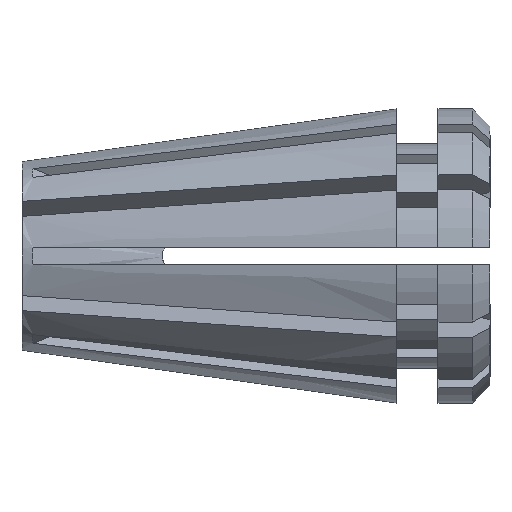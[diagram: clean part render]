
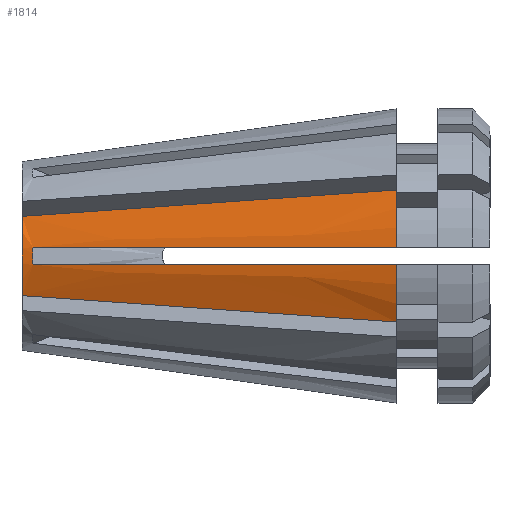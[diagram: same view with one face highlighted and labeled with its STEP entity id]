
A CAD part, front view. The second image highlights one B-rep face of the part: STEP entity #1814.
In plain terms, the highlighted conical face has half-angle 8 degrees and reference radius 4.25 mm.
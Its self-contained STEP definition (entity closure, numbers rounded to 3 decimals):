
#18 = EDGE_CURVE ( 'NONE', #1477, #3504, #2746, .T. ) ;
#48 = CARTESIAN_POINT ( 'NONE',  ( 10.8, -4.243, 0.25 ) ) ;
#63 = CARTESIAN_POINT ( 'NONE',  ( 0.317, -2.766, -0.25 ) ) ;
#159 = VERTEX_POINT ( 'NONE', #314 ) ;
#162 = CARTESIAN_POINT ( 'NONE',  ( 10.8, -3.8, -1.905 ) ) ;
#190 = CARTESIAN_POINT ( 'NONE',  ( 7.306, -3.751, -0.25 ) ) ;
#305 = CARTESIAN_POINT ( 'NONE',  ( 0.317, -2.766, -0.25 ) ) ;
#313 = DIRECTION ( 'NONE',  ( -1., 0., 0. ) ) ;
#314 = CARTESIAN_POINT ( 'NONE',  ( 10.8, -4.243, 0.25 ) ) ;
#546 = VERTEX_POINT ( 'NONE', #2567 ) ;
#573 = DIRECTION ( 'NONE',  ( -1., 0., 0. ) ) ;
#588 = DIRECTION ( 'NONE',  ( -1., 0., 0. ) ) ;
#648 = CARTESIAN_POINT ( 'NONE',  ( 10.8, -3.8, -1.905 ) ) ;
#655 = B_SPLINE_CURVE_WITH_KNOTS ( 'NONE', 3,
 ( #2959, #1312, #1564, #2363, #3635, #3307, #2019 ),
 .UNSPECIFIED., .F., .F.,
 ( 4, 3, 4 ),
 ( 0., 0.005, 0.011 ),
 .UNSPECIFIED. ) ;
#733 = CARTESIAN_POINT ( 'NONE',  ( 0.317, -2.766, 0.25 ) ) ;
#770 = EDGE_CURVE ( 'NONE', #159, #3504, #3025, .T. ) ;
#795 = ORIENTED_EDGE ( 'NONE', *, *, #902, .F. ) ;
#902 = EDGE_CURVE ( 'NONE', #3845, #3573, #655, .T. ) ;
#1029 = AXIS2_PLACEMENT_3D ( 'NONE', #3445, #1748, #3716 ) ;
#1074 = EDGE_CURVE ( 'NONE', #2519, #1075, #1912, .T. ) ;
#1075 = VERTEX_POINT ( 'NONE', #3831 ) ;
#1170 = CARTESIAN_POINT ( 'NONE',  ( 10.8, -3.8, 1.905 ) ) ;
#1182 = CARTESIAN_POINT ( 'NONE',  ( 0.317, -2.766, -0.25 ) ) ;
#1298 = CARTESIAN_POINT ( 'NONE',  ( 3.812, -3.259, 0.25 ) ) ;
#1308 = CARTESIAN_POINT ( 'NONE',  ( 10.8, 0., 0. ) ) ;
#1312 = CARTESIAN_POINT ( 'NONE',  ( 1.583, -2.675, 1.256 ) ) ;
#1378 = EDGE_CURVE ( 'NONE', #546, #2519, #3978, .T. ) ;
#1379 = CARTESIAN_POINT ( 'NONE',  ( 0., -2.481, 1.144 ) ) ;
#1477 = VERTEX_POINT ( 'NONE', #63 ) ;
#1488 = AXIS2_PLACEMENT_3D ( 'NONE', #3188, #573, #3173 ) ;
#1564 = CARTESIAN_POINT ( 'NONE',  ( 3.167, -2.868, 1.367 ) ) ;
#1616 = EDGE_CURVE ( 'NONE', #159, #3573, #3974, .T. ) ;
#1617 = CARTESIAN_POINT ( 'NONE',  ( 0.294, -2.778, 0.083 ) ) ;
#1744 = CARTESIAN_POINT ( 'NONE',  ( 7.306, -3.751, 0.25 ) ) ;
#1748 = DIRECTION ( 'NONE',  ( 1., 0., 0. ) ) ;
#1814 = ADVANCED_FACE ( 'NONE', ( #3471 ), #3241, .T. ) ;
#1888 = EDGE_CURVE ( 'NONE', #546, #3845, #3864, .T. ) ;
#1912 = CIRCLE ( 'NONE', #1488, 4.25 ) ;
#1953 = CARTESIAN_POINT ( 'NONE',  ( 0., -2.481, -1.144 ) ) ;
#1962 = DIRECTION ( 'NONE',  ( 0., 0., 1. ) ) ;
#2019 = CARTESIAN_POINT ( 'NONE',  ( 10.8, -3.8, 1.905 ) ) ;
#2021 = CARTESIAN_POINT ( 'NONE',  ( 0.317, -2.766, 0.25 ) ) ;
#2027 = CARTESIAN_POINT ( 'NONE',  ( 6.767, -3.308, -1.621 ) ) ;
#2161 = B_SPLINE_CURVE_WITH_KNOTS ( 'NONE', 3,
 ( #2488, #190, #3153, #1182 ),
 .UNSPECIFIED., .F., .F.,
 ( 4, 4 ),
 ( 0.015, 0.025 ),
 .UNSPECIFIED. ) ;
#2209 = AXIS2_PLACEMENT_3D ( 'NONE', #1308, #588, #2852 ) ;
#2363 = CARTESIAN_POINT ( 'NONE',  ( 4.75, -3.062, 1.479 ) ) ;
#2409 = EDGE_LOOP ( 'NONE', ( #3186, #3448, #2569, #4129, #3703, #3415, #3162, #795 ) ) ;
#2488 = CARTESIAN_POINT ( 'NONE',  ( 10.8, -4.243, -0.25 ) ) ;
#2519 = VERTEX_POINT ( 'NONE', #162 ) ;
#2567 = CARTESIAN_POINT ( 'NONE',  ( 0., -2.481, -1.144 ) ) ;
#2569 = ORIENTED_EDGE ( 'NONE', *, *, #1074, .T. ) ;
#2616 = CARTESIAN_POINT ( 'NONE',  ( 0.317, -2.766, 0.25 ) ) ;
#2644 = CARTESIAN_POINT ( 'NONE',  ( 0., 0., 0. ) ) ;
#2657 = CARTESIAN_POINT ( 'NONE',  ( 8.783, -3.554, -1.763 ) ) ;
#2680 = CARTESIAN_POINT ( 'NONE',  ( 4.75, -3.062, -1.479 ) ) ;
#2746 = B_SPLINE_CURVE_WITH_KNOTS ( 'NONE', 3,
 ( #305, #4198, #1617, #2616 ),
 .UNSPECIFIED., .F., .F.,
 ( 4, 4 ),
 ( 0., 0.001 ),
 .UNSPECIFIED. ) ;
#2785 = AXIS2_PLACEMENT_3D ( 'NONE', #2644, #313, #1962 ) ;
#2852 = DIRECTION ( 'NONE',  ( 0., 0., 1. ) ) ;
#2959 = CARTESIAN_POINT ( 'NONE',  ( 0., -2.481, 1.144 ) ) ;
#3025 = B_SPLINE_CURVE_WITH_KNOTS ( 'NONE', 3,
 ( #48, #1744, #1298, #733 ),
 .UNSPECIFIED., .F., .F.,
 ( 4, 4 ),
 ( 0.015, 0.025 ),
 .UNSPECIFIED. ) ;
#3153 = CARTESIAN_POINT ( 'NONE',  ( 3.812, -3.259, -0.25 ) ) ;
#3162 = ORIENTED_EDGE ( 'NONE', *, *, #1616, .T. ) ;
#3173 = DIRECTION ( 'NONE',  ( 0., 0., 1. ) ) ;
#3186 = ORIENTED_EDGE ( 'NONE', *, *, #1888, .F. ) ;
#3188 = CARTESIAN_POINT ( 'NONE',  ( 10.8, 0., 0. ) ) ;
#3241 = CONICAL_SURFACE ( 'NONE', #1029, 4.25, 0.14 ) ;
#3307 = CARTESIAN_POINT ( 'NONE',  ( 8.783, -3.554, 1.763 ) ) ;
#3415 = ORIENTED_EDGE ( 'NONE', *, *, #770, .F. ) ;
#3445 = CARTESIAN_POINT ( 'NONE',  ( 10.8, 0., 0. ) ) ;
#3448 = ORIENTED_EDGE ( 'NONE', *, *, #1378, .T. ) ;
#3471 = FACE_OUTER_BOUND ( 'NONE', #2409, .T. ) ;
#3504 = VERTEX_POINT ( 'NONE', #2021 ) ;
#3573 = VERTEX_POINT ( 'NONE', #1170 ) ;
#3600 = CARTESIAN_POINT ( 'NONE',  ( 3.167, -2.868, -1.367 ) ) ;
#3615 = CARTESIAN_POINT ( 'NONE',  ( 1.583, -2.675, -1.256 ) ) ;
#3635 = CARTESIAN_POINT ( 'NONE',  ( 6.767, -3.308, 1.621 ) ) ;
#3703 = ORIENTED_EDGE ( 'NONE', *, *, #18, .T. ) ;
#3716 = DIRECTION ( 'NONE',  ( 0., 0., -1. ) ) ;
#3831 = CARTESIAN_POINT ( 'NONE',  ( 10.8, -4.243, -0.25 ) ) ;
#3845 = VERTEX_POINT ( 'NONE', #1379 ) ;
#3864 = CIRCLE ( 'NONE', #2785, 2.732 ) ;
#3974 = CIRCLE ( 'NONE', #2209, 4.25 ) ;
#3978 = B_SPLINE_CURVE_WITH_KNOTS ( 'NONE', 3,
 ( #1953, #3615, #3600, #2680, #2027, #2657, #648 ),
 .UNSPECIFIED., .F., .F.,
 ( 4, 3, 4 ),
 ( 0., 0.005, 0.011 ),
 .UNSPECIFIED. ) ;
#4079 = EDGE_CURVE ( 'NONE', #1075, #1477, #2161, .T. ) ;
#4129 = ORIENTED_EDGE ( 'NONE', *, *, #4079, .T. ) ;
#4198 = CARTESIAN_POINT ( 'NONE',  ( 0.294, -2.778, -0.083 ) ) ;
